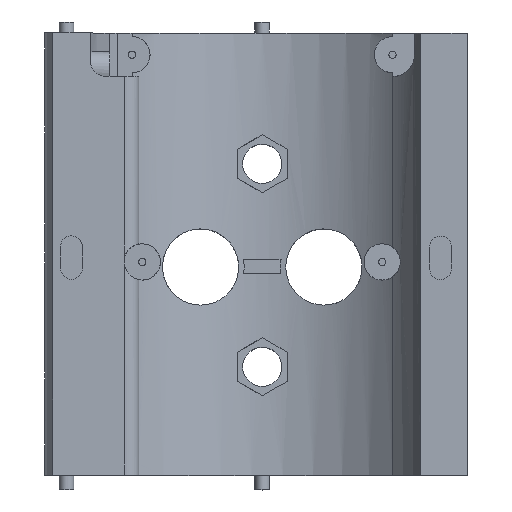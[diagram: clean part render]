
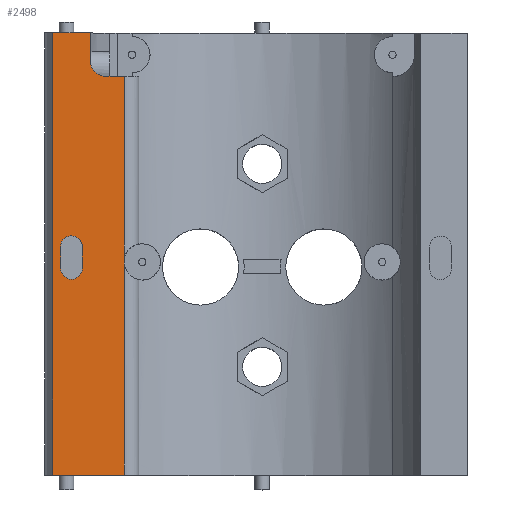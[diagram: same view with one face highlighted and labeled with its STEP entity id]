
A CAD part, top view. The second image highlights one B-rep face of the part: STEP entity #2498.
In plain terms, the highlighted planar face has unit normal (0, 0, 1).
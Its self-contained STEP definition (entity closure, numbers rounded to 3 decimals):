
#311=CARTESIAN_POINT('',(-108.914,61.,8.));
#312=VERTEX_POINT('',#311);
#320=CARTESIAN_POINT('',(-103.685,61.,8.));
#321=VERTEX_POINT('',#320);
#322=CARTESIAN_POINT('',(-103.685,61.,8.));
#323=DIRECTION('',(-1.,0.,0.));
#324=VECTOR('',#323,5.228);
#325=LINE('',#322,#324);
#326=EDGE_CURVE('',#321,#312,#325,.T.);
#1053=CARTESIAN_POINT('',(-103.685,57.,8.));
#1054=VERTEX_POINT('',#1053);
#1055=CARTESIAN_POINT('',(-103.685,57.,8.));
#1056=DIRECTION('',(0.,1.,0.));
#1057=VECTOR('',#1056,4.);
#1058=LINE('',#1055,#1057);
#1059=EDGE_CURVE('',#1054,#321,#1058,.T.);
#2376=CARTESIAN_POINT('',(-105.78,0.,8.));
#2377=DIRECTION('',(0.,0.,-1.));
#2378=DIRECTION('',(-1.,0.,0.));
#2379=AXIS2_PLACEMENT_3D('',#2376,#2377,#2378);
#2380=PLANE('',#2379);
#2381=CARTESIAN_POINT('',(-99.,29.929,8.));
#2382=VERTEX_POINT('',#2381);
#2383=CARTESIAN_POINT('',(-99.,28.946,8.));
#2384=VERTEX_POINT('',#2383);
#2385=CARTESIAN_POINT('',(-96.549,29.437,8.));
#2386=DIRECTION('',(-0.,-0.,1.));
#2387=DIRECTION('',(-1.,0.,0.));
#2388=AXIS2_PLACEMENT_3D('',#2385,#2386,#2387);
#2389=CIRCLE('',#2388,2.5);
#2390=EDGE_CURVE('',#2382,#2384,#2389,.T.);
#2391=ORIENTED_EDGE('',*,*,#2390,.F.);
#2392=CARTESIAN_POINT('',(-99.,55.,8.));
#2393=VERTEX_POINT('',#2392);
#2394=CARTESIAN_POINT('',(-99.,29.929,8.));
#2395=DIRECTION('',(0.,1.,0.));
#2396=VECTOR('',#2395,25.071);
#2397=LINE('',#2394,#2396);
#2398=EDGE_CURVE('',#2382,#2393,#2397,.T.);
#2399=ORIENTED_EDGE('',*,*,#2398,.T.);
#2400=CARTESIAN_POINT('',(-101.564,55.,8.));
#2401=VERTEX_POINT('',#2400);
#2402=CARTESIAN_POINT('',(-99.,55.,8.));
#2403=DIRECTION('',(-1.,0.,0.));
#2404=VECTOR('',#2403,2.564);
#2405=LINE('',#2402,#2404);
#2406=EDGE_CURVE('',#2393,#2401,#2405,.T.);
#2407=ORIENTED_EDGE('',*,*,#2406,.T.);
#2408=CARTESIAN_POINT('',(-101.564,55.,8.));
#2409=CARTESIAN_POINT('',(-101.7,55.,8.));
#2410=CARTESIAN_POINT('',(-101.834,55.012,8.));
#2411=CARTESIAN_POINT('',(-101.966,55.036,8.));
#2412=CARTESIAN_POINT('',(-102.098,55.06,8.));
#2413=CARTESIAN_POINT('',(-102.229,55.096,8.));
#2414=CARTESIAN_POINT('',(-102.356,55.144,8.));
#2415=CARTESIAN_POINT('',(-102.483,55.192,8.));
#2416=CARTESIAN_POINT('',(-102.604,55.25,8.));
#2417=CARTESIAN_POINT('',(-102.718,55.32,8.));
#2418=CARTESIAN_POINT('',(-102.833,55.39,8.));
#2419=CARTESIAN_POINT('',(-102.942,55.472,8.));
#2420=CARTESIAN_POINT('',(-103.042,55.563,8.));
#2421=CARTESIAN_POINT('',(-103.142,55.654,8.));
#2422=CARTESIAN_POINT('',(-103.231,55.754,8.));
#2423=CARTESIAN_POINT('',(-103.311,55.863,8.));
#2424=CARTESIAN_POINT('',(-103.39,55.971,8.));
#2425=CARTESIAN_POINT('',(-103.46,56.09,8.));
#2426=CARTESIAN_POINT('',(-103.515,56.213,8.));
#2427=CARTESIAN_POINT('',(-103.57,56.335,8.));
#2428=CARTESIAN_POINT('',(-103.613,56.463,8.));
#2429=CARTESIAN_POINT('',(-103.642,56.595,8.));
#2430=CARTESIAN_POINT('',(-103.671,56.727,8.));
#2431=CARTESIAN_POINT('',(-103.685,56.864,8.));
#2432=CARTESIAN_POINT('',(-103.685,57.,8.));
#2433=B_SPLINE_CURVE_WITH_KNOTS('',3,(#2408,#2409,#2410,#2411,#2412,#2413,#2414,#2415,#2416,#2417,#2418,#2419,#2420,#2421,#2422,#2423,#2424,#2425,#2426,#2427,#2428,#2429,#2430,#2431,#2432),.UNSPECIFIED.,.F.,.F.,(4,3,3,3,3,3,3,3,4),(0.,0.,0.001,0.001,0.002,0.002,0.002,0.003,0.003),.UNSPECIFIED.);
#2434=EDGE_CURVE('',#2401,#1054,#2433,.T.);
#2435=ORIENTED_EDGE('',*,*,#2434,.T.);
#2436=ORIENTED_EDGE('',*,*,#1059,.T.);
#2437=ORIENTED_EDGE('',*,*,#326,.T.);
#2438=CARTESIAN_POINT('',(-108.914,0.,8.));
#2439=VERTEX_POINT('',#2438);
#2440=CARTESIAN_POINT('',(-108.914,0.,8.));
#2441=DIRECTION('',(0.,1.,0.));
#2442=VECTOR('',#2441,61.);
#2443=LINE('',#2440,#2442);
#2444=EDGE_CURVE('',#2439,#312,#2443,.T.);
#2445=ORIENTED_EDGE('',*,*,#2444,.F.);
#2446=CARTESIAN_POINT('',(-99.,0.,8.));
#2447=VERTEX_POINT('',#2446);
#2448=CARTESIAN_POINT('',(-99.,0.,8.));
#2449=DIRECTION('',(-1.,0.,0.));
#2450=VECTOR('',#2449,9.914);
#2451=LINE('',#2448,#2450);
#2452=EDGE_CURVE('',#2447,#2439,#2451,.T.);
#2453=ORIENTED_EDGE('',*,*,#2452,.F.);
#2454=CARTESIAN_POINT('',(-99.,0.,8.));
#2455=DIRECTION('',(0.,1.,0.));
#2456=VECTOR('',#2455,28.946);
#2457=LINE('',#2454,#2456);
#2458=EDGE_CURVE('',#2447,#2384,#2457,.T.);
#2459=ORIENTED_EDGE('',*,*,#2458,.T.);
#2460=EDGE_LOOP('',(#2391,#2399,#2407,#2435,#2436,#2437,#2445,#2453,#2459));
#2461=FACE_BOUND('',#2460,.T.);
#2462=CARTESIAN_POINT('',(-104.807,28.5,8.));
#2463=VERTEX_POINT('',#2462);
#2464=CARTESIAN_POINT('',(-107.807,28.5,8.));
#2465=VERTEX_POINT('',#2464);
#2466=CARTESIAN_POINT('',(-106.307,28.5,8.));
#2467=DIRECTION('',(0.,0.,-1.));
#2468=DIRECTION('',(-1.,0.,0.));
#2469=AXIS2_PLACEMENT_3D('',#2466,#2467,#2468);
#2470=CIRCLE('',#2469,1.5);
#2471=EDGE_CURVE('',#2463,#2465,#2470,.T.);
#2472=ORIENTED_EDGE('',*,*,#2471,.T.);
#2473=CARTESIAN_POINT('',(-107.807,31.5,8.));
#2474=VERTEX_POINT('',#2473);
#2475=CARTESIAN_POINT('',(-107.807,31.5,8.));
#2476=DIRECTION('',(-0.,-1.,0.));
#2477=VECTOR('',#2476,3.);
#2478=LINE('',#2475,#2477);
#2479=EDGE_CURVE('',#2474,#2465,#2478,.T.);
#2480=ORIENTED_EDGE('',*,*,#2479,.F.);
#2481=CARTESIAN_POINT('',(-104.807,31.5,8.));
#2482=VERTEX_POINT('',#2481);
#2483=CARTESIAN_POINT('',(-107.807,31.5,8.));
#2484=CARTESIAN_POINT('',(-107.807,34.5,8.));
#2485=CARTESIAN_POINT('',(-104.807,34.5,8.));
#2486=CARTESIAN_POINT('',(-104.807,31.5,8.));
#2487=(BOUNDED_CURVE()
B_SPLINE_CURVE(3,(#2483,#2484,#2485,#2486),.UNSPECIFIED.,.F.,.F.)
B_SPLINE_CURVE_WITH_KNOTS((4,4),(0.,1.),.UNSPECIFIED.)
CURVE()
GEOMETRIC_REPRESENTATION_ITEM()
RATIONAL_B_SPLINE_CURVE((1.,0.333,0.333,1.))
REPRESENTATION_ITEM(''));
#2488=EDGE_CURVE('',#2474,#2482,#2487,.T.);
#2489=ORIENTED_EDGE('',*,*,#2488,.T.);
#2490=CARTESIAN_POINT('',(-104.807,28.5,8.));
#2491=DIRECTION('',(0.,1.,0.));
#2492=VECTOR('',#2491,3.);
#2493=LINE('',#2490,#2492);
#2494=EDGE_CURVE('',#2463,#2482,#2493,.T.);
#2495=ORIENTED_EDGE('',*,*,#2494,.F.);
#2496=EDGE_LOOP('',(#2472,#2480,#2489,#2495));
#2497=FACE_BOUND('',#2496,.T.);
#2498=ADVANCED_FACE('',(#2461,#2497),#2380,.F.);
